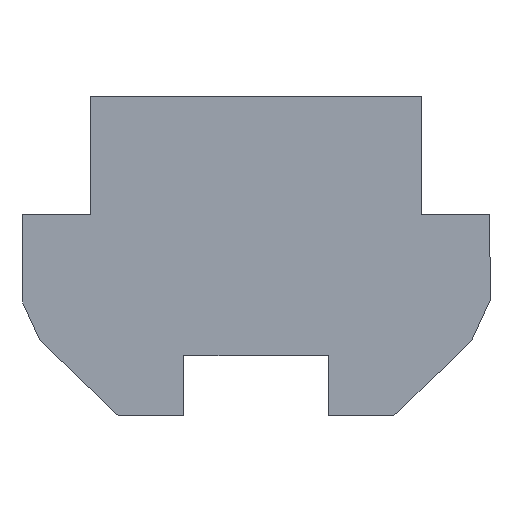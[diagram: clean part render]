
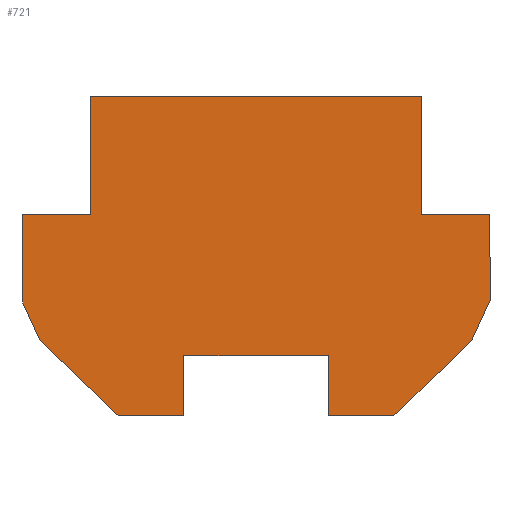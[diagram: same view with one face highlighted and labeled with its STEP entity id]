
A CAD part, front view. The second image highlights one B-rep face of the part: STEP entity #721.
In plain terms, the highlighted planar face has unit normal (0, -1, 0).
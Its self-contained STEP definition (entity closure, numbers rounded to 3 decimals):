
#9 = CARTESIAN_POINT ( 'NONE',  ( -24., 0., -47. ) ) ;
#17 = DIRECTION ( 'NONE',  ( 0., 0., 1. ) ) ;
#19 = ORIENTED_EDGE ( 'NONE', *, *, #153, .F. ) ;
#27 = EDGE_CURVE ( 'NONE', #544, #531, #204, .T. ) ;
#35 = CARTESIAN_POINT ( 'NONE',  ( -77.766, 0., 0. ) ) ;
#44 = DIRECTION ( 'NONE',  ( -0.417, 0., -0.909 ) ) ;
#46 = CARTESIAN_POINT ( 'NONE',  ( 71.561, 0., -42.037 ) ) ;
#50 = ORIENTED_EDGE ( 'NONE', *, *, #650, .F. ) ;
#58 = DIRECTION ( 'NONE',  ( -0.722, 0., 0.691 ) ) ;
#62 = VERTEX_POINT ( 'NONE', #157 ) ;
#65 = ORIENTED_EDGE ( 'NONE', *, *, #763, .F. ) ;
#72 = ORIENTED_EDGE ( 'NONE', *, *, #491, .F. ) ;
#77 = CARTESIAN_POINT ( 'NONE',  ( 24., 0., -67. ) ) ;
#84 = CARTESIAN_POINT ( 'NONE',  ( -71.78, 0., -42.037 ) ) ;
#89 = PLANE ( 'NONE',  #756 ) ;
#99 = DIRECTION ( 'NONE',  ( 1., 0., 0. ) ) ;
#108 = ORIENTED_EDGE ( 'NONE', *, *, #396, .F. ) ;
#115 = VERTEX_POINT ( 'NONE', #524 ) ;
#120 = DIRECTION ( 'NONE',  ( 0., 0., 1. ) ) ;
#122 = CARTESIAN_POINT ( 'NONE',  ( -77.766, 0., 0. ) ) ;
#125 = LINE ( 'NONE', #77, #513 ) ;
#136 = ORIENTED_EDGE ( 'NONE', *, *, #410, .F. ) ;
#145 = CARTESIAN_POINT ( 'NONE',  ( 55., 0., 39.243 ) ) ;
#150 = VERTEX_POINT ( 'NONE', #145 ) ;
#153 = EDGE_CURVE ( 'NONE', #115, #62, #684, .T. ) ;
#157 = CARTESIAN_POINT ( 'NONE',  ( -24., 0., -47. ) ) ;
#175 = EDGE_CURVE ( 'NONE', #248, #246, #486, .T. ) ;
#178 = ORIENTED_EDGE ( 'NONE', *, *, #743, .F. ) ;
#185 = EDGE_CURVE ( 'NONE', #150, #538, #398, .T. ) ;
#186 = LINE ( 'NONE', #522, #373 ) ;
#187 = CARTESIAN_POINT ( 'NONE',  ( 77.676, 0., -28.695 ) ) ;
#192 = CARTESIAN_POINT ( 'NONE',  ( -24., 0., -67. ) ) ;
#198 = CARTESIAN_POINT ( 'NONE',  ( 77.676, 0., -28.695 ) ) ;
#204 = LINE ( 'NONE', #698, #390 ) ;
#206 = CARTESIAN_POINT ( 'NONE',  ( -55., 0., 0. ) ) ;
#208 = DIRECTION ( 'NONE',  ( -0.72, 0., -0.694 ) ) ;
#209 = VERTEX_POINT ( 'NONE', #216 ) ;
#211 = CARTESIAN_POINT ( 'NONE',  ( -77.766, 0., -28.816 ) ) ;
#216 = CARTESIAN_POINT ( 'NONE',  ( -45.697, 0., -67. ) ) ;
#217 = EDGE_LOOP ( 'NONE', ( #136, #791, #802, #695, #853, #72, #831, #50, #19, #646, #225, #757, #65, #108, #178, #220 ) ) ;
#220 = ORIENTED_EDGE ( 'NONE', *, *, #185, .F. ) ;
#225 = ORIENTED_EDGE ( 'NONE', *, *, #423, .F. ) ;
#246 = VERTEX_POINT ( 'NONE', #701 ) ;
#248 = VERTEX_POINT ( 'NONE', #46 ) ;
#250 = LINE ( 'NONE', #328, #441 ) ;
#260 = CARTESIAN_POINT ( 'NONE',  ( 45.697, 0., -67. ) ) ;
#262 = VECTOR ( 'NONE', #208, 1000. ) ;
#264 = CARTESIAN_POINT ( 'NONE',  ( -45.697, 0., -67. ) ) ;
#272 = DIRECTION ( 'NONE',  ( 1., 0., 0. ) ) ;
#274 = DIRECTION ( 'NONE',  ( 0., 0., -1. ) ) ;
#286 = LINE ( 'NONE', #492, #729 ) ;
#291 = VECTOR ( 'NONE', #460, 1000. ) ;
#301 = VERTEX_POINT ( 'NONE', #824 ) ;
#314 = CARTESIAN_POINT ( 'NONE',  ( -71.78, 0., -42.037 ) ) ;
#327 = CARTESIAN_POINT ( 'NONE',  ( -77.766, 0., -28.816 ) ) ;
#328 = CARTESIAN_POINT ( 'NONE',  ( -55., 0., 39.243 ) ) ;
#338 = CARTESIAN_POINT ( 'NONE',  ( 71.561, 0., -42.037 ) ) ;
#342 = FACE_OUTER_BOUND ( 'NONE', #217, .T. ) ;
#346 = CARTESIAN_POINT ( 'NONE',  ( 0., 0., 0. ) ) ;
#373 = VECTOR ( 'NONE', #394, 1000. ) ;
#390 = VECTOR ( 'NONE', #99, 1000. ) ;
#394 = DIRECTION ( 'NONE',  ( 0., 0., -1. ) ) ;
#396 = EDGE_CURVE ( 'NONE', #448, #469, #528, .T. ) ;
#398 = LINE ( 'NONE', #660, #815 ) ;
#400 = CARTESIAN_POINT ( 'NONE',  ( 77.676, 0., 0. ) ) ;
#410 = EDGE_CURVE ( 'NONE', #301, #150, #536, .T. ) ;
#417 = EDGE_CURVE ( 'NONE', #550, #209, #466, .T. ) ;
#423 = EDGE_CURVE ( 'NONE', #246, #555, #125, .T. ) ;
#441 = VECTOR ( 'NONE', #476, 1000. ) ;
#448 = VERTEX_POINT ( 'NONE', #400 ) ;
#449 = DIRECTION ( 'NONE',  ( 0., 0., 1. ) ) ;
#460 = DIRECTION ( 'NONE',  ( 0., 0., -1. ) ) ;
#466 = LINE ( 'NONE', #264, #581 ) ;
#469 = VERTEX_POINT ( 'NONE', #187 ) ;
#476 = DIRECTION ( 'NONE',  ( 0., 0., 1. ) ) ;
#479 = VECTOR ( 'NONE', #44, 1000. ) ;
#486 = LINE ( 'NONE', #260, #262 ) ;
#491 = EDGE_CURVE ( 'NONE', #209, #604, #547, .T. ) ;
#492 = CARTESIAN_POINT ( 'NONE',  ( 77.676, 0., 0. ) ) ;
#512 = EDGE_CURVE ( 'NONE', #531, #301, #250, .T. ) ;
#513 = VECTOR ( 'NONE', #540, 1000. ) ;
#522 = CARTESIAN_POINT ( 'NONE',  ( -24., 0., -67. ) ) ;
#524 = CARTESIAN_POINT ( 'NONE',  ( 24., 0., -47. ) ) ;
#528 = LINE ( 'NONE', #198, #291 ) ;
#531 = VERTEX_POINT ( 'NONE', #206 ) ;
#536 = LINE ( 'NONE', #800, #787 ) ;
#538 = VERTEX_POINT ( 'NONE', #585 ) ;
#540 = DIRECTION ( 'NONE',  ( -1., 0., 0. ) ) ;
#544 = VERTEX_POINT ( 'NONE', #122 ) ;
#547 = LINE ( 'NONE', #314, #692 ) ;
#550 = VERTEX_POINT ( 'NONE', #192 ) ;
#555 = VERTEX_POINT ( 'NONE', #590 ) ;
#577 = CARTESIAN_POINT ( 'NONE',  ( 24., 0., -47. ) ) ;
#581 = VECTOR ( 'NONE', #672, 1000. ) ;
#585 = CARTESIAN_POINT ( 'NONE',  ( 55., 0., 0. ) ) ;
#590 = CARTESIAN_POINT ( 'NONE',  ( 24., 0., -67. ) ) ;
#596 = VERTEX_POINT ( 'NONE', #211 ) ;
#604 = VERTEX_POINT ( 'NONE', #84 ) ;
#605 = DIRECTION ( 'NONE',  ( -0.412, 0., 0.911 ) ) ;
#618 = DIRECTION ( 'NONE',  ( 0., 1., 0. ) ) ;
#635 = LINE ( 'NONE', #35, #828 ) ;
#646 = ORIENTED_EDGE ( 'NONE', *, *, #774, .F. ) ;
#650 = EDGE_CURVE ( 'NONE', #62, #550, #186, .T. ) ;
#651 = VECTOR ( 'NONE', #605, 1000. ) ;
#660 = CARTESIAN_POINT ( 'NONE',  ( 55., 0., 39.243 ) ) ;
#664 = DIRECTION ( 'NONE',  ( 1., 0., 0. ) ) ;
#672 = DIRECTION ( 'NONE',  ( -1., 0., 0. ) ) ;
#675 = VECTOR ( 'NONE', #807, 1000. ) ;
#680 = LINE ( 'NONE', #338, #479 ) ;
#684 = LINE ( 'NONE', #9, #675 ) ;
#692 = VECTOR ( 'NONE', #58, 1000. ) ;
#695 = ORIENTED_EDGE ( 'NONE', *, *, #765, .F. ) ;
#698 = CARTESIAN_POINT ( 'NONE',  ( -55., 0., 0. ) ) ;
#701 = CARTESIAN_POINT ( 'NONE',  ( 45.697, 0., -67. ) ) ;
#704 = EDGE_CURVE ( 'NONE', #604, #596, #754, .T. ) ;
#717 = LINE ( 'NONE', #577, #790 ) ;
#721 = ADVANCED_FACE ( 'NONE', ( #342 ), #89, .F. ) ;
#729 = VECTOR ( 'NONE', #664, 1000. ) ;
#743 = EDGE_CURVE ( 'NONE', #538, #448, #286, .T. ) ;
#754 = LINE ( 'NONE', #327, #651 ) ;
#756 = AXIS2_PLACEMENT_3D ( 'NONE', #346, #618, #17 ) ;
#757 = ORIENTED_EDGE ( 'NONE', *, *, #175, .F. ) ;
#763 = EDGE_CURVE ( 'NONE', #469, #248, #680, .T. ) ;
#765 = EDGE_CURVE ( 'NONE', #596, #544, #635, .T. ) ;
#774 = EDGE_CURVE ( 'NONE', #555, #115, #717, .T. ) ;
#787 = VECTOR ( 'NONE', #272, 1000. ) ;
#790 = VECTOR ( 'NONE', #449, 1000. ) ;
#791 = ORIENTED_EDGE ( 'NONE', *, *, #512, .F. ) ;
#800 = CARTESIAN_POINT ( 'NONE',  ( -55., 0., 39.243 ) ) ;
#802 = ORIENTED_EDGE ( 'NONE', *, *, #27, .F. ) ;
#807 = DIRECTION ( 'NONE',  ( -1., 0., 0. ) ) ;
#815 = VECTOR ( 'NONE', #274, 1000. ) ;
#824 = CARTESIAN_POINT ( 'NONE',  ( -55., 0., 39.243 ) ) ;
#828 = VECTOR ( 'NONE', #120, 1000. ) ;
#831 = ORIENTED_EDGE ( 'NONE', *, *, #417, .F. ) ;
#853 = ORIENTED_EDGE ( 'NONE', *, *, #704, .F. ) ;
